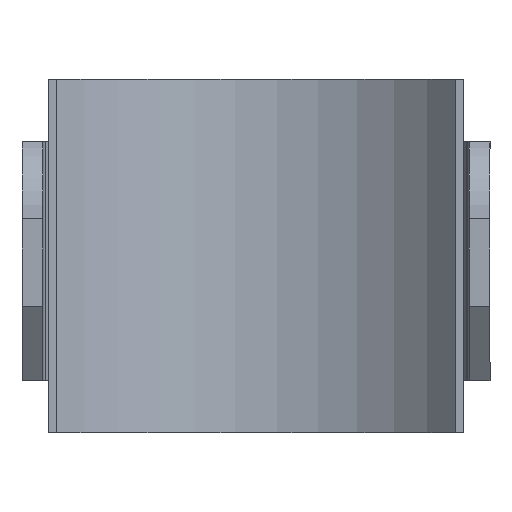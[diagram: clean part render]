
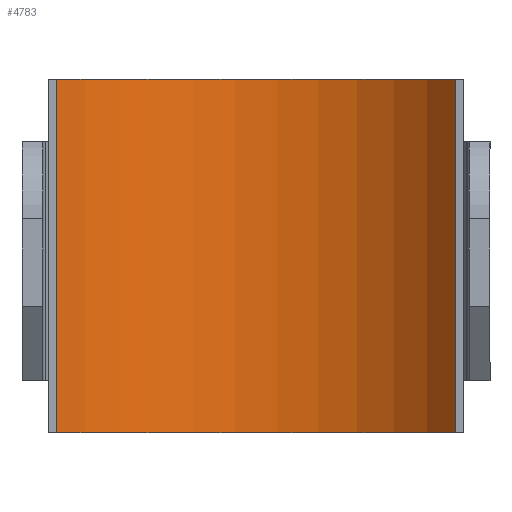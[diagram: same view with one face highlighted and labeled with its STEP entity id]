
A CAD part, front view. The second image highlights one B-rep face of the part: STEP entity #4783.
In plain terms, the highlighted cylindrical face has radius 25 mm (diameter 50 mm), a partial arc.
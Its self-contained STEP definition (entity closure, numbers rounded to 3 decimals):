
#19 = CARTESIAN_POINT ( 'NONE',  ( 0., -25., 17. ) ) ;
#26 = VECTOR ( 'NONE', #2451, 1000. ) ;
#143 = LINE ( 'NONE', #1823, #1085 ) ;
#307 = ORIENTED_EDGE ( 'NONE', *, *, #1545, .F. ) ;
#479 = DIRECTION ( 'NONE',  ( 1., 0., 0. ) ) ;
#718 = DIRECTION ( 'NONE',  ( 0., 0., -1. ) ) ;
#1085 = VECTOR ( 'NONE', #2270, 1000. ) ;
#1185 = AXIS2_PLACEMENT_3D ( 'NONE', #19, #3219, #479 ) ;
#1188 = CARTESIAN_POINT ( 'NONE',  ( 19.209, -9., -17. ) ) ;
#1196 = CARTESIAN_POINT ( 'NONE',  ( 19.209, -9., 17. ) ) ;
#1244 = VERTEX_POINT ( 'NONE', #1188 ) ;
#1545 = EDGE_CURVE ( 'NONE', #4506, #1244, #5065, .T. ) ;
#1610 = AXIS2_PLACEMENT_3D ( 'NONE', #1895, #4683, #1911 ) ;
#1709 = FACE_OUTER_BOUND ( 'NONE', #3664, .T. ) ;
#1823 = CARTESIAN_POINT ( 'NONE',  ( -19.209, -9., 17. ) ) ;
#1895 = CARTESIAN_POINT ( 'NONE',  ( 0., -25., 17. ) ) ;
#1911 = DIRECTION ( 'NONE',  ( -1., 0., 0. ) ) ;
#2008 = CIRCLE ( 'NONE', #1185, 25. ) ;
#2115 = VERTEX_POINT ( 'NONE', #5373 ) ;
#2270 = DIRECTION ( 'NONE',  ( 0., 0., -1. ) ) ;
#2451 = DIRECTION ( 'NONE',  ( 0., 0., -1. ) ) ;
#2882 = CARTESIAN_POINT ( 'NONE',  ( -19.209, -9., -17. ) ) ;
#2902 = ORIENTED_EDGE ( 'NONE', *, *, #3822, .T. ) ;
#3219 = DIRECTION ( 'NONE',  ( 0., 0., -1. ) ) ;
#3276 = CIRCLE ( 'NONE', #4390, 25. ) ;
#3404 = EDGE_CURVE ( 'NONE', #2115, #4506, #2008, .T. ) ;
#3460 = CARTESIAN_POINT ( 'NONE',  ( 0., -25., -17. ) ) ;
#3664 = EDGE_LOOP ( 'NONE', ( #5706, #307, #5244, #2902 ) ) ;
#3822 = EDGE_CURVE ( 'NONE', #2115, #5463, #143, .T. ) ;
#3835 = CARTESIAN_POINT ( 'NONE',  ( 19.209, -9., 17. ) ) ;
#3932 = DIRECTION ( 'NONE',  ( 1., 0., 0. ) ) ;
#4390 = AXIS2_PLACEMENT_3D ( 'NONE', #3460, #718, #3932 ) ;
#4506 = VERTEX_POINT ( 'NONE', #1196 ) ;
#4683 = DIRECTION ( 'NONE',  ( 0., 0., -1. ) ) ;
#4783 = ADVANCED_FACE ( 'NONE', ( #1709 ), #5232, .F. ) ;
#4991 = EDGE_CURVE ( 'NONE', #5463, #1244, #3276, .T. ) ;
#5065 = LINE ( 'NONE', #3835, #26 ) ;
#5232 = CYLINDRICAL_SURFACE ( 'NONE', #1610, 25. ) ;
#5244 = ORIENTED_EDGE ( 'NONE', *, *, #3404, .F. ) ;
#5373 = CARTESIAN_POINT ( 'NONE',  ( -19.209, -9., 17. ) ) ;
#5463 = VERTEX_POINT ( 'NONE', #2882 ) ;
#5706 = ORIENTED_EDGE ( 'NONE', *, *, #4991, .T. ) ;
